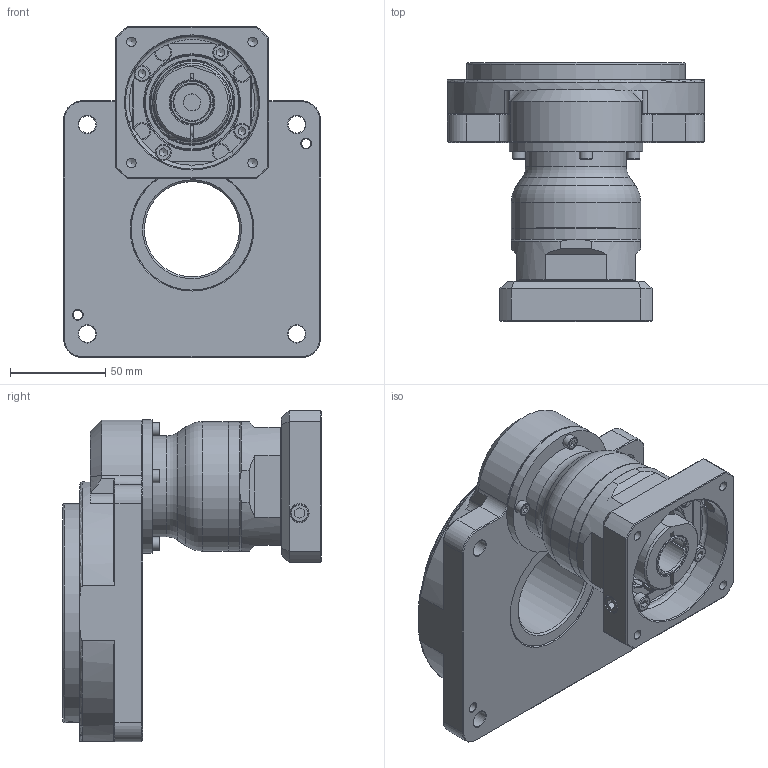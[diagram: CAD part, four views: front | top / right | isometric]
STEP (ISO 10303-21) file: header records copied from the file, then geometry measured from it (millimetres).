
FILE_DESCRIPTION((''),'2;1');
FILE_NAME('KGT-135C-2 (S19).stp','2016-10-19T13:47:34',('Young'),(''),'Autodesk Inventor 2012','Autodesk Inventor 2012','');
FILE_SCHEMA(('AUTOMOTIVE_DESIGN { 1 0 10303 214 1 1 1 1 }'));
Length unit declared in the file: millimetre
Products named in the file (3): 조립품15; KGT-135C-2 (S19); BS 4168 : 부품 1 6각 소켓 머리 캡 나사 - 미터 M5 x 16
Assembly tree (2 placements, depth 2):
  조립품15
    KGT-135C-2 (S19)
    BS 4168 : 부품 1 6각 소켓 머리 캡 나사 - 미터 M5 x 16
Bounding box: 135 x 136 x 174.1 mm (x, y, z)
Volume: 584367.7 mm3; surface area: 217753.5 mm2
Topology: 22 solids, 22 shells, 615 faces, 1415 edges, 881 vertices
Faces by surface type: plane 261, cylinder 165, cone 156, torus 31, bspline 2
Full cylindrical faces by diameter (mm): 2.459 x4, 3.3 x8, 4 x4, 4.2 x17, 4.5 x8, 5 x13, 5.5 x5, 7 x4, 8 x4, 8.5 x5, 9 x4, 9.3 x1, 9.5 x2, 16.9 x1, 19.2 x1, 23.5 x1, 24.8 x1, 25 x1, 26 x1, 29 x1, 30 x1, 33 x1, 34.6 x1, 35 x3, 37 x1, 42 x2, 44 x1, 47 x1, 50 x3, 52 x1
Entity records: 16163 total; most frequent: CARTESIAN_POINT 3380, DIRECTION 2729, ORIENTED_EDGE 2154, AXIS2_PLACEMENT_3D 1152, EDGE_CURVE 1077, EDGE_LOOP 981, VERTEX_POINT 802, FACE_OUTER_BOUND 615
